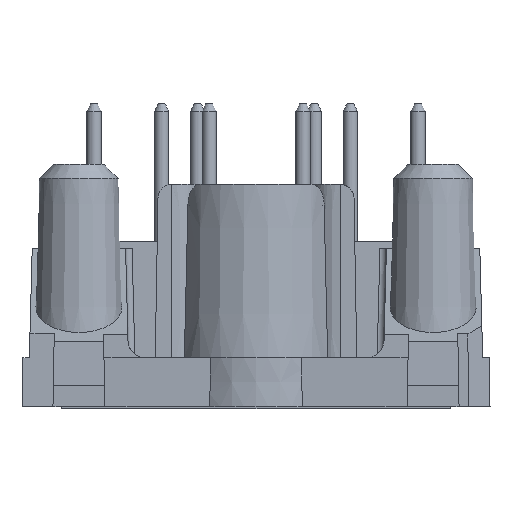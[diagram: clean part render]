
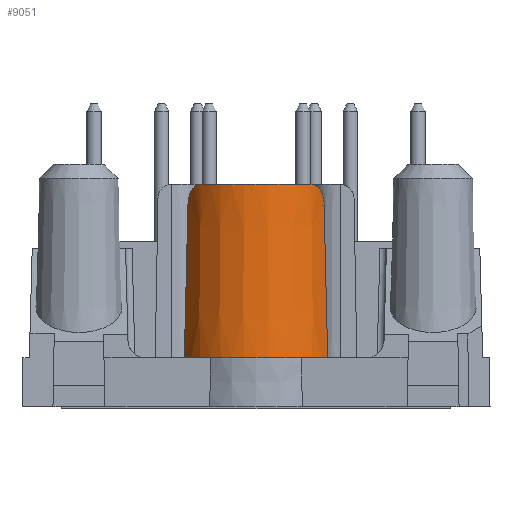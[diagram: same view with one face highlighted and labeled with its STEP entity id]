
A CAD part, left-side view. The second image highlights one B-rep face of the part: STEP entity #9051.
In plain terms, the highlighted conical face has half-angle 1 degrees and reference radius 5.5 mm.
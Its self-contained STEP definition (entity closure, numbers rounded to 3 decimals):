
#214=CIRCLE('',#12547,5.5);
#215=CIRCLE('',#12553,5.5);
#216=CIRCLE('',#12554,5.5);
#217=CIRCLE('',#12555,5.29);
#365=CONICAL_SURFACE('',#12552,5.5,0.017);
#671=B_SPLINE_CURVE_WITH_KNOTS('',3,(#18884,#18885,#18886,#18887),
 .UNSPECIFIED.,.F.,.F.,(4,4),(0.,0.011),.UNSPECIFIED.);
#672=B_SPLINE_CURVE_WITH_KNOTS('',3,(#18893,#18894,#18895,#18896),
 .UNSPECIFIED.,.F.,.F.,(4,4),(0.,0.011),.UNSPECIFIED.);
#673=B_SPLINE_CURVE_WITH_KNOTS('',3,(#18898,#18899,#18900,#18901,#18902),
 .UNSPECIFIED.,.F.,.F.,(4,1,4),(0.,0.001,0.002),
 .UNSPECIFIED.);
#674=B_SPLINE_CURVE_WITH_KNOTS('',3,(#18906,#18907,#18908,#18909,#18910),
 .UNSPECIFIED.,.F.,.F.,(4,1,4),(0.,0.001,0.002),
 .UNSPECIFIED.);
#2498=ORIENTED_EDGE('',*,*,#4229,.T.);
#2499=ORIENTED_EDGE('',*,*,#4230,.F.);
#2500=ORIENTED_EDGE('',*,*,#4220,.F.);
#2501=ORIENTED_EDGE('',*,*,#4231,.F.);
#2502=ORIENTED_EDGE('',*,*,#4232,.F.);
#2503=ORIENTED_EDGE('',*,*,#4233,.F.);
#2504=ORIENTED_EDGE('',*,*,#4234,.T.);
#2505=ORIENTED_EDGE('',*,*,#4235,.F.);
#4220=EDGE_CURVE('',#5209,#5210,#214,.T.);
#4229=EDGE_CURVE('',#5215,#5216,#671,.T.);
#4230=EDGE_CURVE('',#5210,#5216,#215,.T.);
#4231=EDGE_CURVE('',#5217,#5209,#216,.T.);
#4232=EDGE_CURVE('',#5218,#5217,#672,.T.);
#4233=EDGE_CURVE('',#5219,#5218,#673,.T.);
#4234=EDGE_CURVE('',#5219,#5220,#217,.F.);
#4235=EDGE_CURVE('',#5215,#5220,#674,.T.);
#5209=VERTEX_POINT('',#18867);
#5210=VERTEX_POINT('',#18868);
#5215=VERTEX_POINT('',#18888);
#5216=VERTEX_POINT('',#18889);
#5217=VERTEX_POINT('',#18892);
#5218=VERTEX_POINT('',#18897);
#5219=VERTEX_POINT('',#18903);
#5220=VERTEX_POINT('',#18905);
#7342=EDGE_LOOP('',(#2498,#2499,#2500,#2501,#2502,#2503,#2504,#2505));
#8084=FACE_BOUND('',#7342,.T.);
#9051=ADVANCED_FACE('',(#8084),#365,.T.);
#12547=AXIS2_PLACEMENT_3D('',#18866,#14384,#14385);
#12552=AXIS2_PLACEMENT_3D('',#18883,#14400,#14401);
#12553=AXIS2_PLACEMENT_3D('',#18890,#14402,#14403);
#12554=AXIS2_PLACEMENT_3D('',#18891,#14404,#14405);
#12555=AXIS2_PLACEMENT_3D('',#18904,#14406,#14407);
#14384=DIRECTION('',(0.,0.,-1.));
#14385=DIRECTION('',(-1.,0.,0.));
#14400=DIRECTION('',(0.,0.,-1.));
#14401=DIRECTION('',(-1.,0.,0.));
#14402=DIRECTION('',(0.,0.,-1.));
#14403=DIRECTION('',(-1.,0.,0.));
#14404=DIRECTION('',(0.,0.,-1.));
#14405=DIRECTION('',(-1.,0.,0.));
#14406=DIRECTION('',(0.,0.,1.));
#14407=DIRECTION('',(1.,0.,0.));
#18866=CARTESIAN_POINT('',(-27.5,0.,3.4));
#18867=CARTESIAN_POINT('',(-32.,-3.162,3.4));
#18868=CARTESIAN_POINT('',(-32.,3.162,3.4));
#18883=CARTESIAN_POINT('',(-27.5,0.,3.4));
#18884=CARTESIAN_POINT('',(-29.929,4.728,13.976));
#18885=CARTESIAN_POINT('',(-29.9,4.812,10.451));
#18886=CARTESIAN_POINT('',(-29.871,4.895,6.925));
#18887=CARTESIAN_POINT('',(-29.841,4.977,3.4));
#18888=CARTESIAN_POINT('',(-29.929,4.728,13.976));
#18889=CARTESIAN_POINT('',(-29.841,4.977,3.4));
#18890=CARTESIAN_POINT('',(-27.5,0.,3.4));
#18891=CARTESIAN_POINT('',(-27.5,0.,3.4));
#18892=CARTESIAN_POINT('',(-29.841,-4.977,3.4));
#18893=CARTESIAN_POINT('',(-29.929,-4.728,13.976));
#18894=CARTESIAN_POINT('',(-29.9,-4.812,10.451));
#18895=CARTESIAN_POINT('',(-29.871,-4.895,6.925));
#18896=CARTESIAN_POINT('',(-29.841,-4.977,3.4));
#18897=CARTESIAN_POINT('',(-29.929,-4.728,13.976));
#18898=CARTESIAN_POINT('',(-31.16,-3.819,15.45));
#18899=CARTESIAN_POINT('',(-30.873,-4.094,15.45));
#18900=CARTESIAN_POINT('',(-30.239,-4.561,15.148));
#18901=CARTESIAN_POINT('',(-29.932,-4.719,14.373));
#18902=CARTESIAN_POINT('',(-29.929,-4.728,13.976));
#18903=CARTESIAN_POINT('',(-31.16,-3.819,15.45));
#18904=CARTESIAN_POINT('',(-27.5,0.,15.45));
#18905=CARTESIAN_POINT('',(-31.16,3.819,15.45));
#18906=CARTESIAN_POINT('',(-29.929,4.728,13.976));
#18907=CARTESIAN_POINT('',(-29.932,4.719,14.373));
#18908=CARTESIAN_POINT('',(-30.237,4.562,15.146));
#18909=CARTESIAN_POINT('',(-30.873,4.094,15.45));
#18910=CARTESIAN_POINT('',(-31.16,3.819,15.45));
